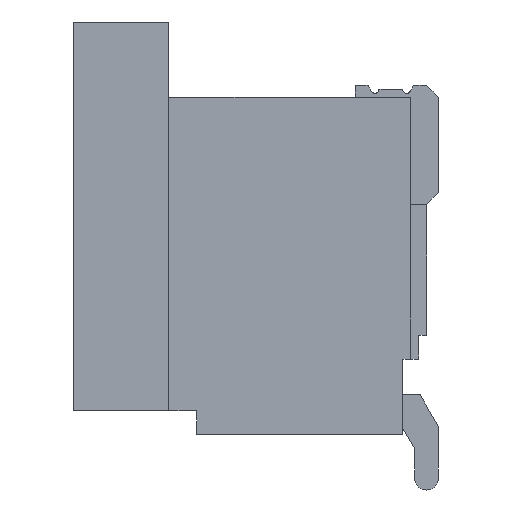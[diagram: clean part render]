
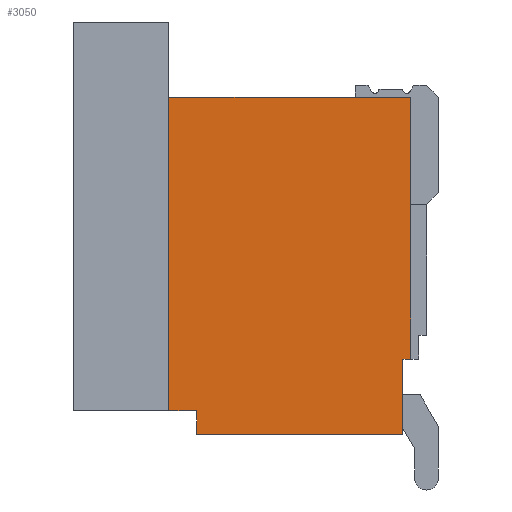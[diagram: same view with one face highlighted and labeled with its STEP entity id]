
A CAD part, left-side view. The second image highlights one B-rep face of the part: STEP entity #3050.
In plain terms, the highlighted planar face has unit normal (-1, 0, 0).
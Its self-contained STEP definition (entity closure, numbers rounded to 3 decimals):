
#205=ORIENTED_EDGE('',*,*,#1097,.F.);
#206=ORIENTED_EDGE('',*,*,#1021,.F.);
#207=ORIENTED_EDGE('',*,*,#1028,.F.);
#208=ORIENTED_EDGE('',*,*,#1098,.F.);
#209=ORIENTED_EDGE('',*,*,#1099,.F.);
#210=ORIENTED_EDGE('',*,*,#1100,.F.);
#211=ORIENTED_EDGE('',*,*,#1101,.F.);
#212=ORIENTED_EDGE('',*,*,#1086,.F.);
#1021=EDGE_CURVE('',#1472,#1473,#1768,.T.);
#1028=EDGE_CURVE('',#1477,#1472,#1775,.T.);
#1086=EDGE_CURVE('',#1529,#1530,#1829,.T.);
#1097=EDGE_CURVE('',#1473,#1529,#1840,.T.);
#1098=EDGE_CURVE('',#1538,#1477,#1841,.T.);
#1099=EDGE_CURVE('',#1539,#1538,#1842,.T.);
#1100=EDGE_CURVE('',#1540,#1539,#1843,.T.);
#1101=EDGE_CURVE('',#1530,#1540,#1844,.T.);
#1472=VERTEX_POINT('',#4314);
#1473=VERTEX_POINT('',#4316);
#1477=VERTEX_POINT('',#4327);
#1529=VERTEX_POINT('',#4447);
#1530=VERTEX_POINT('',#4449);
#1538=VERTEX_POINT('',#4471);
#1539=VERTEX_POINT('',#4473);
#1540=VERTEX_POINT('',#4475);
#1768=LINE('',#4315,#2187);
#1775=LINE('',#4328,#2194);
#1829=LINE('',#4448,#2248);
#1840=LINE('',#4469,#2259);
#1841=LINE('',#4470,#2260);
#1842=LINE('',#4472,#2261);
#1843=LINE('',#4474,#2262);
#1844=LINE('',#4476,#2263);
#2187=VECTOR('',#3470,1000.);
#2194=VECTOR('',#3479,1000.);
#2248=VECTOR('',#3561,1000.);
#2259=VECTOR('',#3576,1000.);
#2260=VECTOR('',#3577,1000.);
#2261=VECTOR('',#3578,1000.);
#2262=VECTOR('',#3579,1000.);
#2263=VECTOR('',#3580,1000.);
#2585=EDGE_LOOP('',(#205,#206,#207,#208,#209,#210,#211,#212));
#2746=FACE_BOUND('',#2585,.T.);
#2906=PLANE('',#3253);
#3050=ADVANCED_FACE('',(#2746),#2906,.F.);
#3253=AXIS2_PLACEMENT_3D('',#4468,#3574,#3575);
#3470=DIRECTION('',(0.,0.,1.));
#3479=DIRECTION('',(0.,1.,0.));
#3561=DIRECTION('',(0.,0.,-1.));
#3574=DIRECTION('',(1.,0.,0.));
#3575=DIRECTION('',(0.,0.,-1.));
#3576=DIRECTION('',(0.,-1.,0.));
#3577=DIRECTION('',(0.,0.,-1.));
#3578=DIRECTION('',(0.,1.,0.));
#3579=DIRECTION('',(0.,0.,-1.));
#3580=DIRECTION('',(0.,-1.,0.));
#4314=CARTESIAN_POINT('',(-3.2,4.25,-1.025));
#4315=CARTESIAN_POINT('',(-3.2,4.25,-1.025));
#4316=CARTESIAN_POINT('',(-3.2,4.25,2.025));
#4327=CARTESIAN_POINT('',(-3.2,0.3,-1.025));
#4328=CARTESIAN_POINT('',(-3.2,0.,-1.025));
#4447=CARTESIAN_POINT('',(-3.2,0.95,2.025));
#4448=CARTESIAN_POINT('',(-3.2,0.95,2.125));
#4449=CARTESIAN_POINT('',(-3.2,0.95,1.925));
#4468=CARTESIAN_POINT('',(-3.2,0.,0.));
#4469=CARTESIAN_POINT('',(-3.2,5.2,2.025));
#4470=CARTESIAN_POINT('',(-3.2,0.3,-0.675));
#4471=CARTESIAN_POINT('',(-3.2,0.3,-0.675));
#4472=CARTESIAN_POINT('',(-3.2,0.,-0.675));
#4473=CARTESIAN_POINT('',(-3.2,0.,-0.675));
#4474=CARTESIAN_POINT('',(-3.2,0.,1.925));
#4475=CARTESIAN_POINT('',(-3.2,0.,1.925));
#4476=CARTESIAN_POINT('',(-3.2,0.95,1.925));
